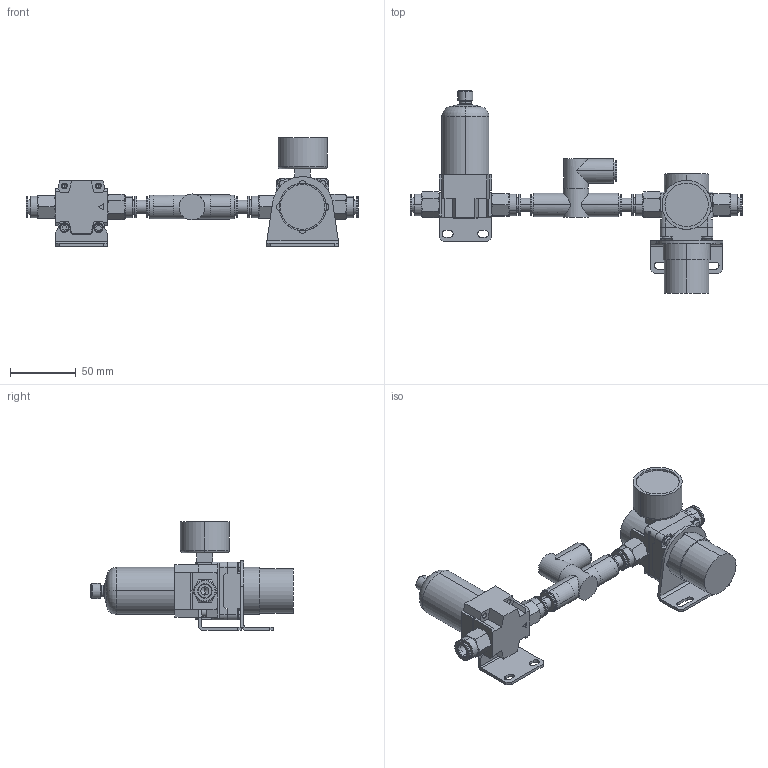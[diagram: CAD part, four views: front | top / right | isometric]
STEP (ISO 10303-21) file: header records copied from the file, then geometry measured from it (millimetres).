
FILE_DESCRIPTION (( 'STEP AP214' ), '1' );
FILE_NAME ('1102731 (Metric Dual Flow Cooling Air Kit).STEP', '2018-07-27T19:11:10', ( '' ), ( '' ), 'SwSTEP 2.0', 'SolidWorks 2017', '' );
FILE_SCHEMA (( 'AUTOMOTIVE_DESIGN' ));
Length unit declared in the file: inch
Products named in the file (1): 1102731 (Metric Dual Flow Cooling Air Kit)
Bounding box: 253 x 154.4 x 82.8 mm (x, y, z)
Volume: 233168.3 mm3; surface area: 93417.7 mm2
Topology: 18 solids, 18 shells, 674 faces, 1571 edges, 990 vertices
Faces by surface type: plane 299, cylinder 217, cone 120, torus 30, bspline 8
Entity records: 21934 total; most frequent: CARTESIAN_POINT 4198, DIRECTION 3388, ORIENTED_EDGE 3110, EDGE_CURVE 1555, AXIS2_PLACEMENT_3D 1290, VERTEX_POINT 990, LINE 808, VECTOR 808
